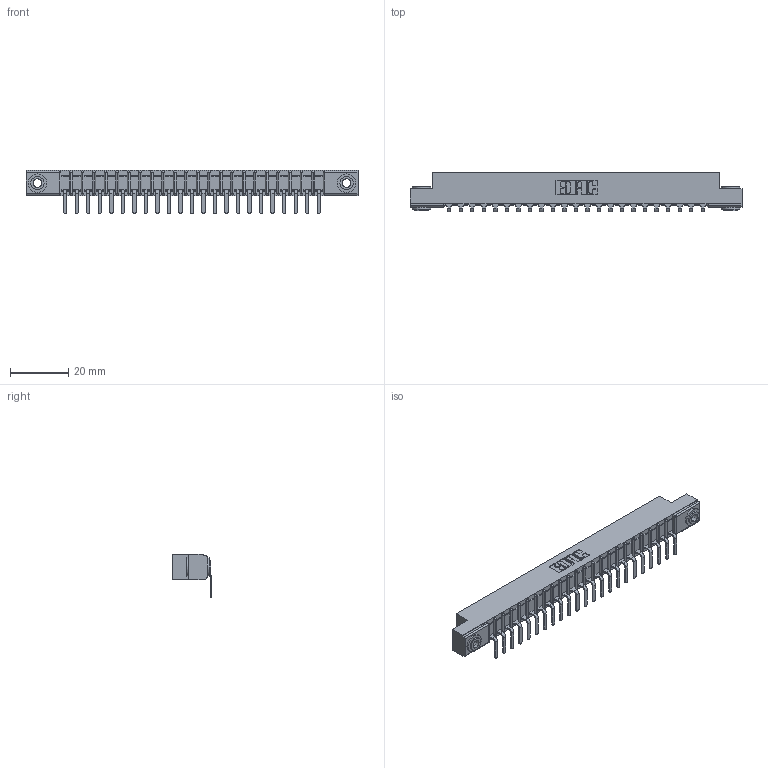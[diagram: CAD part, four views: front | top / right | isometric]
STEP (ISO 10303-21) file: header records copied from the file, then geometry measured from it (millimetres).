
FILE_DESCRIPTION (( 'STEP AP203' ), '1' );
FILE_NAME ('357-023-559-103.STEP', '2022-07-12T22:15:16', ( '' ), ( '' ), 'SwSTEP 2.0', 'SolidWorks 2020', '' );
FILE_SCHEMA (( 'CONFIG_CONTROL_DESIGN' ));
Length unit declared in the file: inch
Products named in the file (4): 357-023-559-103; 307 Part_.156 Dia Mounting Holes; 345-250-002_345-250-002-102; 307-290-001_558 559 - 1 (Single)
Assembly tree (26 placements, depth 2):
  357-023-559-103
    307 Part_.156 Dia Mounting Holes
    307-290-001_558 559 - 1 (Single)  x23
    345-250-002_345-250-002-102  x2
Bounding box: 114.15 x 13.7 x 14.81 mm (x, y, z)
Volume: 7218.2 mm3; surface area: 11542 mm2
Topology: 26 solids, 26 shells, 1574 faces, 4437 edges, 2858 vertices
Faces by surface type: plane 991, cylinder 527, sphere 48, cone 8
Entity records: 23229 total; most frequent: CARTESIAN_POINT 3885, ORIENTED_EDGE 3862, DIRECTION 3805, EDGE_CURVE 1931, VECTOR 1465, LINE 1465, VERTEX_POINT 1250, AXIS2_PLACEMENT_3D 1170
